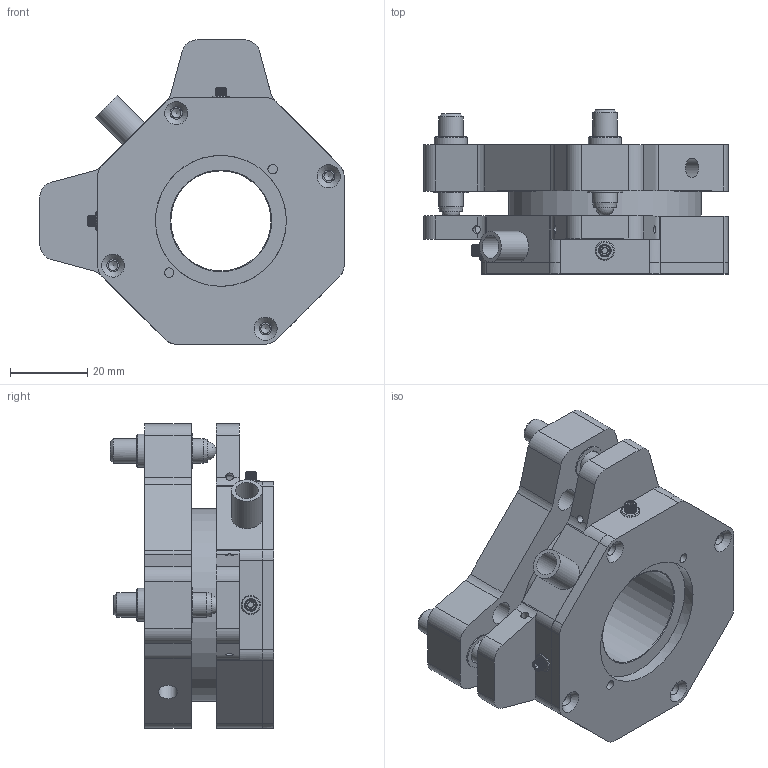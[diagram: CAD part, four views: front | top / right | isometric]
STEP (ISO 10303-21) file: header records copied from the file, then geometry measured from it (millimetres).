
FILE_DESCRIPTION((''),'2;1');
FILE_NAME('4LL-OM-v2_Substitute_3.stp','2013-10-30T12:34:00',('Darius.Stucinskas'),(''),'Autodesk Inventor 2013','Autodesk Inventor 2013','');
FILE_SCHEMA(('CONFIG_CONTROL_DESIGN'));
Length unit declared in the file: inch
Products named in the file (1): 4LL-OM-v2_Substitute_3
Bounding box: 79.01 x 42.52 x 79 mm (x, y, z)
Volume: 76733 mm3; surface area: 41120.5 mm2
Topology: 5 solids, 11 shells, 437 faces, 1128 edges, 729 vertices
Faces by surface type: plane 185, cylinder 160, cone 77, bspline 8, sphere 7
Full cylindrical faces by diameter (mm): 1.999 x2, 2 x12, 2.013 x1, 2.459 x12, 3 x4, 3.2 x8, 4 x3, 4.493 x2, 4.763 x4, 4.9 x1, 4.917 x5, 5 x2, 5.001 x2, 5.459 x1, 5.486 x2, 6 x11, 6.35 x4, 8 x3, 8.115 x2, 8.623 x2, 9 x2, 9.144 x2, 26 x1, 32 x1, 34 x1, 36 x1, 40 x2, 46 x1, 50 x1, 50.2 x1
Entity records: 23913 total; most frequent: CARTESIAN_POINT 14213, DIRECTION 2047, ORIENTED_EDGE 1704, EDGE_CURVE 852, AXIS2_PLACEMENT_3D 844, EDGE_LOOP 684, VERTEX_POINT 630, FACE_OUTER_BOUND 434
